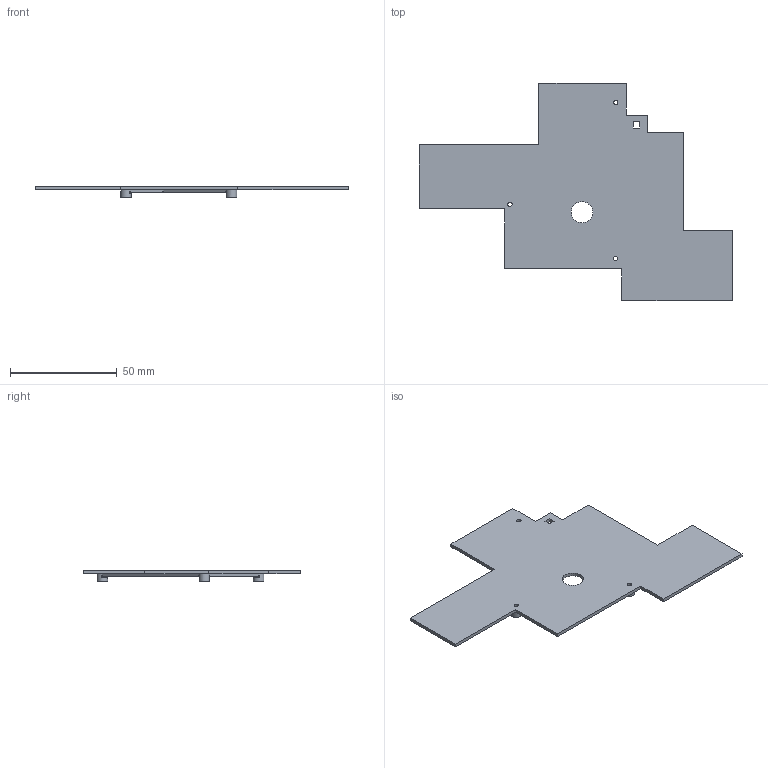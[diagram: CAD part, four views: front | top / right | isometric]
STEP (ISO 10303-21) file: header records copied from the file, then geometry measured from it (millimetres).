
FILE_DESCRIPTION(/* description */ (''),/* implementation_level */ '2;1');
FILE_NAME(/* name */ 'KB-Mouse Interface Spacer.step',/* time_stamp */ '2024-02-20T00:43:20-08:00',/* author */ (''),/* organization */ (''),/* preprocessor_version */ 'ST-DEVELOPER v20',/* originating_system */ 'Autodesk Translation Framework v12.20.1.177',/* authorisation */ '');
FILE_SCHEMA (('AUTOMOTIVE_DESIGN { 1 0 10303 214 3 1 1 }'));
Length unit declared in the file: millimetre
Products named in the file (2): framework; Keyboard Wifi Interface PH
Assembly tree (1 placements, depth 2):
  framework
    Keyboard Wifi Interface PH
Bounding box: 146.98 x 102.16 x 5.1 mm (x, y, z)
Volume: 14586.8 mm3; surface area: 20111.5 mm2
Topology: 2 solids, 2 shells, 59 faces, 165 edges, 110 vertices
Faces by surface type: plane 35, cylinder 21, torus 3
Full cylindrical faces by diameter (mm): 2 x3, 2.5 x3, 5 x3, 10 x1
Entity records: 2064 total; most frequent: CARTESIAN_POINT 409, ORIENTED_EDGE 330, DIRECTION 322, EDGE_CURVE 165, VERTEX_POINT 110, LINE 108, VECTOR 108, AXIS2_PLACEMENT_3D 107
